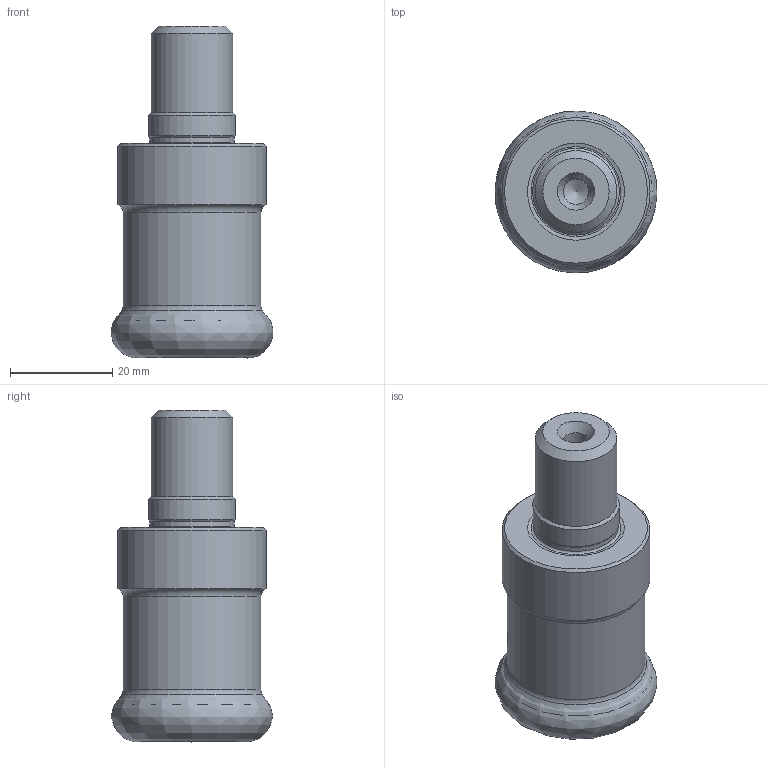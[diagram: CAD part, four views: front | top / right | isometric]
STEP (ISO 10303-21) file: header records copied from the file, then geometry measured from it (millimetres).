
FILE_DESCRIPTION(/* description */ (''),/* implementation_level */ '2;1');
FILE_NAME(/* name */ '125E3R165M16_ISRC10_C_blank.stp',/* time_stamp */ '2017-06-15T13:31:46+02:00',/* author */ (''),/* organization */ (''),/* preprocessor_version */ 'ST-DEVELOPER v15',/* originating_system */ 'SIEMENS PLM Software NX 8.5',/* authorisation */ '');
FILE_SCHEMA (('AUTOMOTIVE_DESIGN { 1 0 10303 214 3 1 1 1 }'));
Length unit declared in the file: millimetre
Products named in the file (1): hm1514C40C57klyc
Bounding box: 31.7 x 31.7 x 65 mm (x, y, z)
Volume: 33602.5 mm3; surface area: 8873.9 mm2
Topology: 2 solids, 2 shells, 26 faces, 54 edges, 31 vertices
Faces by surface type: cone 8, cylinder 7, torus 7, plane 3, revolution 1
Full cylindrical faces by diameter (mm): 5 x1, 16 x1, 16.6 x1, 17 x1, 27 x1, 29 x1, 30.314 x1
Entity records: 555 total; most frequent: DIRECTION 103, CARTESIAN_POINT 78, AXIS2_PLACEMENT_3D 51, FACE_BOUND 49, EDGE_LOOP 48, ORIENTED_EDGE 48, ADVANCED_FACE 26, VERTEX_POINT 26
